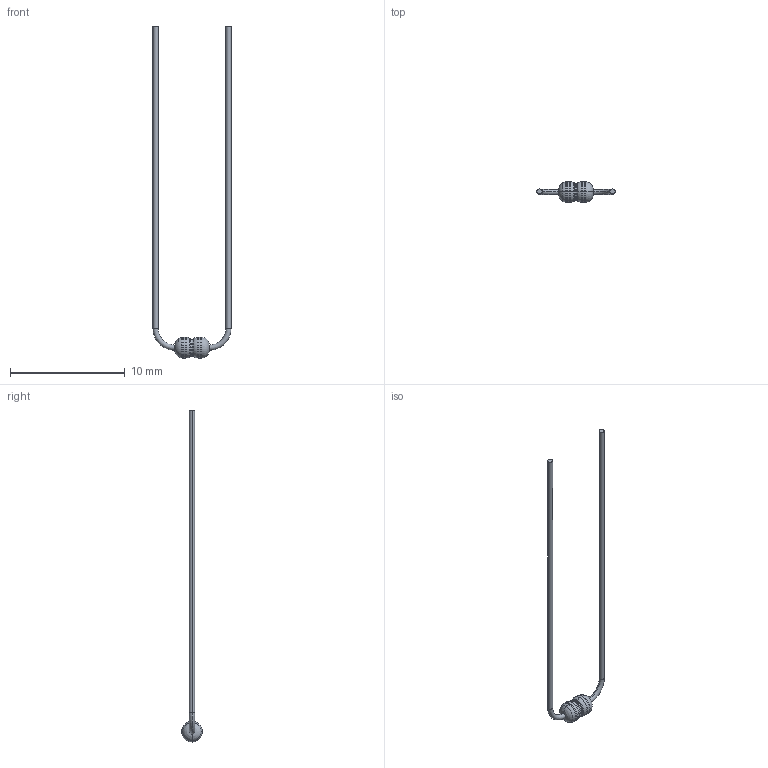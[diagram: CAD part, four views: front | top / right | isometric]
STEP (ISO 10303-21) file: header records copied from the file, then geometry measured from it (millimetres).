
FILE_DESCRIPTION (( 'STEP AP214' ), '1' );
FILE_NAME ('RES0125W_MODEL.STEP', '2016-08-06T09:31:56', ( 'NgocHoang' ), ( '' ), 'SwSTEP 2.0', 'SolidWorks 2010', '' );
FILE_SCHEMA (( 'AUTOMOTIVE_DESIGN' ));
Length unit declared in the file: millimetre
Products named in the file (3): RES0125W_L28MxD0M45_PIN; RES0125W_L3MxD1M8; RES0125W_MODEL
Assembly tree (2 placements, depth 2):
  RES0125W_MODEL
    RES0125W_L3MxD1M8
    RES0125W_L28MxD0M45_PIN
Bounding box: 6.8 x 1.8 x 28.9 mm (x, y, z)
Volume: 15.5 mm3; surface area: 108.6 mm2
Topology: 2 solids, 2 shells, 50 faces, 98 edges, 50 vertices
Faces by surface type: torus 32, cylinder 16, plane 2
Entity records: 1786 total; most frequent: DIRECTION 290, CARTESIAN_POINT 203, ORIENTED_EDGE 196, AXIS2_PLACEMENT_3D 137, EDGE_CURVE 98, CIRCLE 82, EDGE_LOOP 50, ADVANCED_FACE 50
